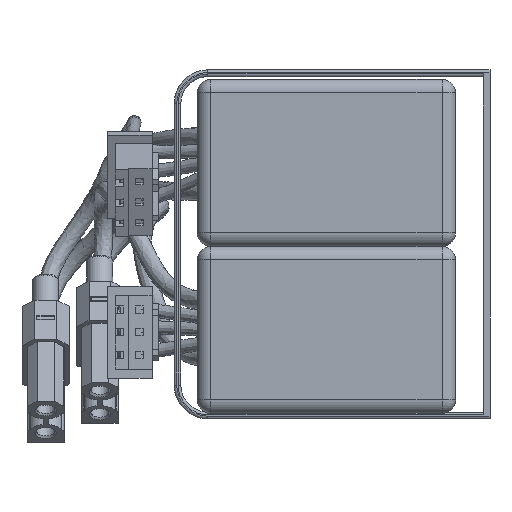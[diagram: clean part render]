
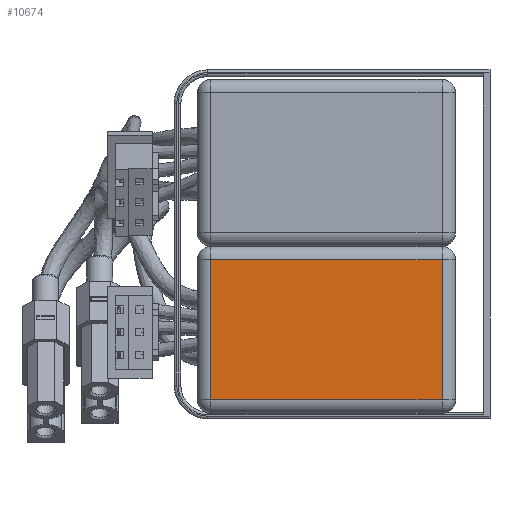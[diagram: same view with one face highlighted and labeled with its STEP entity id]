
A CAD part, left-side view. The second image highlights one B-rep face of the part: STEP entity #10674.
In plain terms, the highlighted face is planar.
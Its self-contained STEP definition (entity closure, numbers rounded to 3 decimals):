
#329=PLANE('',#11499);
#717=FACE_OUTER_BOUND('',#1362,.T.);
#1362=EDGE_LOOP('',(#7299,#7300,#7301,#7302));
#2022=LINE('',#15964,#3082);
#2024=LINE('',#15974,#3084);
#2026=LINE('',#15984,#3086);
#2028=LINE('',#15987,#3088);
#3082=VECTOR('',#12633,10.);
#3084=VECTOR('',#12645,10.);
#3086=VECTOR('',#12657,10.);
#3088=VECTOR('',#12661,10.);
#4608=VERTEX_POINT('',#15952);
#4611=VERTEX_POINT('',#15959);
#4612=VERTEX_POINT('',#15966);
#4617=VERTEX_POINT('',#15979);
#5610=EDGE_CURVE('',#4608,#4611,#2022,.T.);
#5615=EDGE_CURVE('',#4612,#4608,#2024,.T.);
#5620=EDGE_CURVE('',#4611,#4617,#2026,.T.);
#5622=EDGE_CURVE('',#4617,#4612,#2028,.T.);
#7299=ORIENTED_EDGE('',*,*,#5610,.F.);
#7300=ORIENTED_EDGE('',*,*,#5615,.F.);
#7301=ORIENTED_EDGE('',*,*,#5622,.F.);
#7302=ORIENTED_EDGE('',*,*,#5620,.F.);
#10674=ADVANCED_FACE('',(#717),#329,.F.);
#11499=AXIS2_PLACEMENT_3D('',#16143,#12748,#12749);
#12633=DIRECTION('',(1.,0.,0.));
#12645=DIRECTION('',(0.,0.,1.));
#12657=DIRECTION('',(0.,0.,-1.));
#12661=DIRECTION('',(-1.,0.,0.));
#12748=DIRECTION('center_axis',(0.,1.,0.));
#12749=DIRECTION('ref_axis',(1.,0.,0.));
#15952=CARTESIAN_POINT('',(1.5,0.,-1.5));
#15959=CARTESIAN_POINT('',(17.,0.,-1.5));
#15964=CARTESIAN_POINT('',(4.625,0.,-1.5));
#15966=CARTESIAN_POINT('',(1.5,0.,-27.1));
#15974=CARTESIAN_POINT('',(1.5,0.,-21.45));
#15979=CARTESIAN_POINT('',(17.,0.,-27.1));
#15984=CARTESIAN_POINT('',(17.,0.,-7.15));
#15987=CARTESIAN_POINT('',(13.875,0.,-27.1));
#16143=CARTESIAN_POINT('Origin',(9.25,0.,-14.3));
